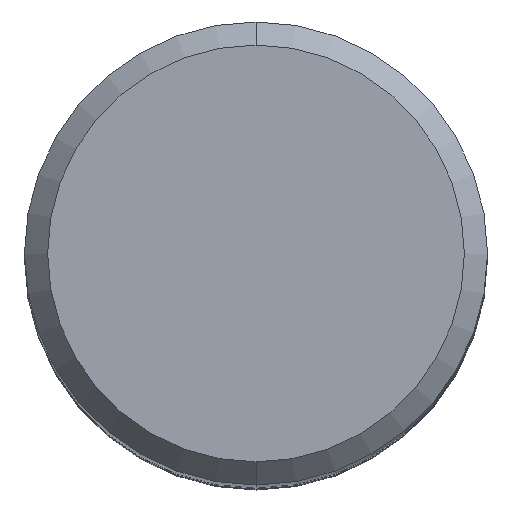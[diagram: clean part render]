
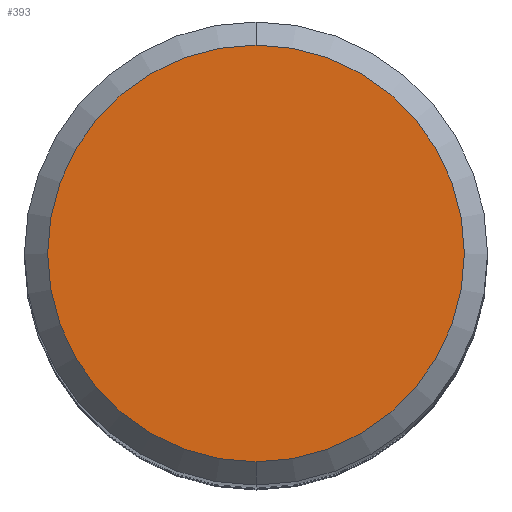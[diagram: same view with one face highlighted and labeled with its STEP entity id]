
A CAD part, top view. The second image highlights one B-rep face of the part: STEP entity #393.
In plain terms, the highlighted planar face has unit normal (0, 0, 1).
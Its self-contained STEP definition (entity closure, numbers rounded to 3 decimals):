
#221=EDGE_CURVE('',#357,#317,#541,.T.);
#317=VERTEX_POINT('',#647);
#357=VERTEX_POINT('',#692);
#393=ADVANCED_FACE('',(#731),#732,.T.);
#469=EDGE_CURVE('',#317,#357,#816,.T.);
#541=CIRCLE('',#910,7.2);
#647=CARTESIAN_POINT('',(0.,-7.2,0.0));
#692=CARTESIAN_POINT('',(0.0,7.2,0.0));
#731=FACE_OUTER_BOUND('',#1381,.T.);
#732=PLANE('',#1382);
#816=CIRCLE('',#1532,7.2);
#910=AXIS2_PLACEMENT_3D('',#1598,#1599,#1600);
#1381=EDGE_LOOP('',(#1806,#1807));
#1382=AXIS2_PLACEMENT_3D('',#1808,#1809,#1810);
#1532=AXIS2_PLACEMENT_3D('',#1900,#1901,#1902);
#1598=CARTESIAN_POINT('',(0.0,0.0,0.0));
#1599=DIRECTION('',(0.0,0.0,-1.0));
#1600=DIRECTION('',(0.0,1.0,0.0));
#1806=ORIENTED_EDGE('',*,*,#221,.F.);
#1807=ORIENTED_EDGE('',*,*,#469,.F.);
#1808=CARTESIAN_POINT('',(0.0,3.6,0.0));
#1809=DIRECTION('',(-0.0,0.0,1.0));
#1810=DIRECTION('',(0.0,-1.0,0.0));
#1900=CARTESIAN_POINT('',(0.0,0.0,0.0));
#1901=DIRECTION('',(0.0,0.0,-1.0));
#1902=DIRECTION('',(0.0,1.0,0.0));
